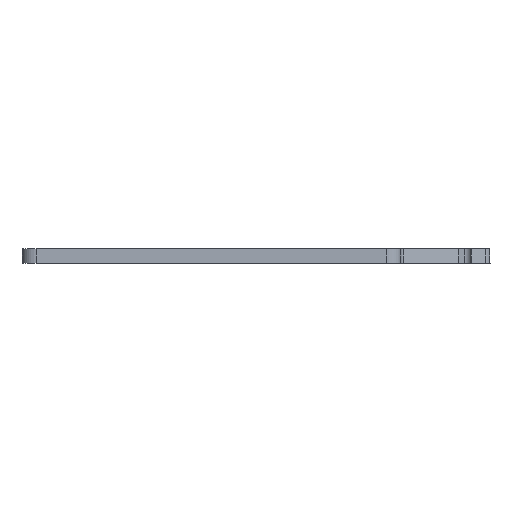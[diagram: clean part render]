
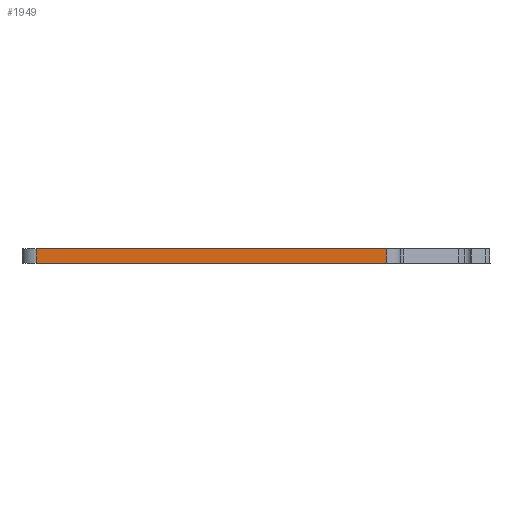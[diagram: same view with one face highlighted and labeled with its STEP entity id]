
A CAD part, left-side view. The second image highlights one B-rep face of the part: STEP entity #1949.
In plain terms, the highlighted face is planar.
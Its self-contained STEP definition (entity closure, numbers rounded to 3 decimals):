
#620=DIRECTION('',(-1.,0.,0.));
#621=VECTOR('',#620,37.5);
#622=CARTESIAN_POINT('',(1093.35,1351.152,0.));
#623=LINE('',#622,#621);
#673=DIRECTION('',(0.,0.,-1.));
#674=VECTOR('',#673,1.5);
#675=CARTESIAN_POINT('',(1093.35,1351.152,1.5));
#676=LINE('',#675,#674);
#687=DIRECTION('',(-1.,0.,0.));
#688=VECTOR('',#687,37.5);
#689=CARTESIAN_POINT('',(1093.35,1351.152,1.5));
#690=LINE('',#689,#688);
#701=DIRECTION('',(0.,0.,1.));
#702=VECTOR('',#701,1.5);
#703=CARTESIAN_POINT('',(1055.85,1351.152,0.));
#704=LINE('',#703,#702);
#1378=CARTESIAN_POINT('',(1093.35,1351.152,1.5));
#1379=VERTEX_POINT('',#1378);
#1380=CARTESIAN_POINT('',(1055.85,1351.152,1.5));
#1381=VERTEX_POINT('',#1380);
#1524=CARTESIAN_POINT('',(1055.85,1351.152,0.));
#1525=VERTEX_POINT('',#1524);
#1526=CARTESIAN_POINT('',(1093.35,1351.152,0.));
#1527=VERTEX_POINT('',#1526);
#1937=CARTESIAN_POINT('',(1093.35,1351.152,0.));
#1938=DIRECTION('',(0.,-1.,0.));
#1939=DIRECTION('',(-1.,0.,0.));
#1940=AXIS2_PLACEMENT_3D('',#1937,#1938,#1939);
#1941=PLANE('',#1940);
#1942=ORIENTED_EDGE('',*,*,#1871,.T.);
#1944=ORIENTED_EDGE('',*,*,#1943,.T.);
#1945=ORIENTED_EDGE('',*,*,#1633,.F.);
#1946=ORIENTED_EDGE('',*,*,#1923,.T.);
#1947=EDGE_LOOP('',(#1942,#1944,#1945,#1946));
#1948=FACE_OUTER_BOUND('',#1947,.F.);
#1633=EDGE_CURVE('',#1379,#1381,#690,.T.);
#1871=EDGE_CURVE('',#1527,#1525,#623,.T.);
#1923=EDGE_CURVE('',#1379,#1527,#676,.T.);
#1943=EDGE_CURVE('',#1525,#1381,#704,.T.);
#1949=ADVANCED_FACE('',(#1948),#1941,.T.);
